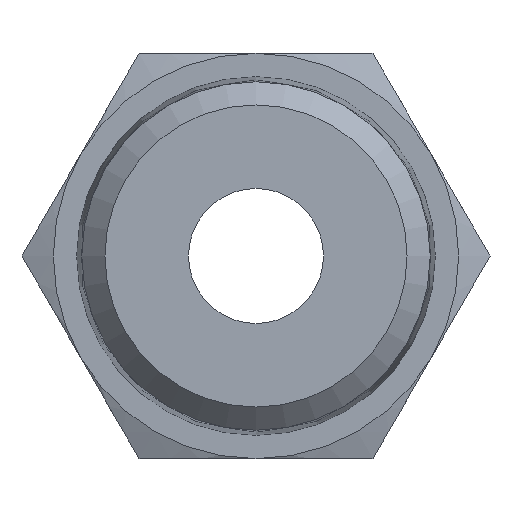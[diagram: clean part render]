
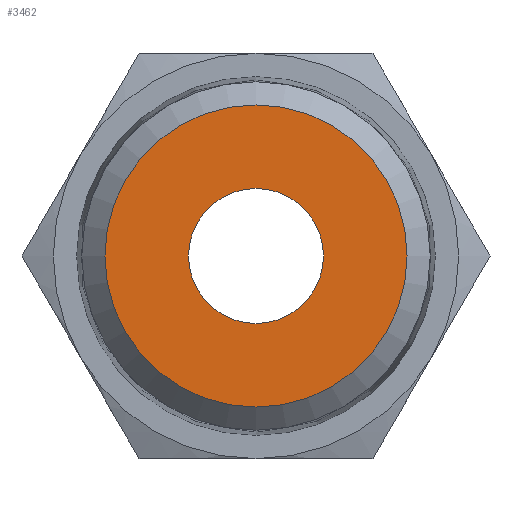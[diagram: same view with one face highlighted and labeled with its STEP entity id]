
A CAD part, left-side view. The second image highlights one B-rep face of the part: STEP entity #3462.
In plain terms, the highlighted planar face has unit normal (-1, 0, 0).
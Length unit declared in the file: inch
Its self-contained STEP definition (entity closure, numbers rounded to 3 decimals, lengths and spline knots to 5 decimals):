
#3191=CARTESIAN_POINT('',(-0.94,-0.25,0.));
#3192=VERTEX_POINT('',#3191);
#3193=CARTESIAN_POINT('',(-0.94,0.,0.));
#3194=DIRECTION('',(1.0,0.0,0.0));
#3195=DIRECTION('',(0.0,-1.0,0.0));
#3196=AXIS2_PLACEMENT_3D('',#3193,#3194,#3195);
#3197=CIRCLE('',#3196,0.25);
#3198=EDGE_CURVE('',#3192,#3192,#3197,.T.);
#3408=CARTESIAN_POINT('',(-0.94,0.,0.55912));
#3409=VERTEX_POINT('',#3408);
#3410=CARTESIAN_POINT('',(-0.94,0.,0.));
#3411=DIRECTION('',(1.0,0.0,0.0));
#3412=DIRECTION('',(0.0,0.0,-1.0));
#3413=AXIS2_PLACEMENT_3D('',#3410,#3411,#3412);
#3414=CIRCLE('',#3413,0.55912);
#3415=EDGE_CURVE('',#3409,#3409,#3414,.T.);
#3451=CARTESIAN_POINT('',(-0.94,0.,0.));
#3452=DIRECTION('',(1.0,0.0,0.0));
#3453=DIRECTION('',(0.0,0.0,-1.0));
#3454=AXIS2_PLACEMENT_3D('',#3451,#3452,#3453);
#3455=PLANE('',#3454);
#3456=ORIENTED_EDGE('',*,*,#3415,.F.);
#3457=EDGE_LOOP('',(#3456));
#3458=FACE_OUTER_BOUND('',#3457,.T.);
#3459=ORIENTED_EDGE('',*,*,#3198,.T.);
#3460=EDGE_LOOP('',(#3459));
#3461=FACE_BOUND('',#3460,.T.);
#3462=ADVANCED_FACE('',(#3458,#3461),#3455,.F.);
